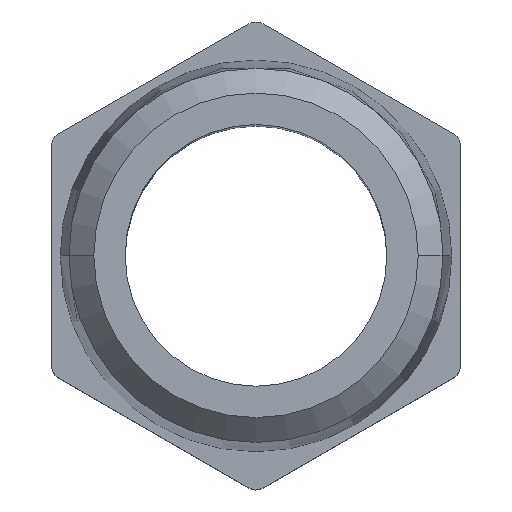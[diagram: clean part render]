
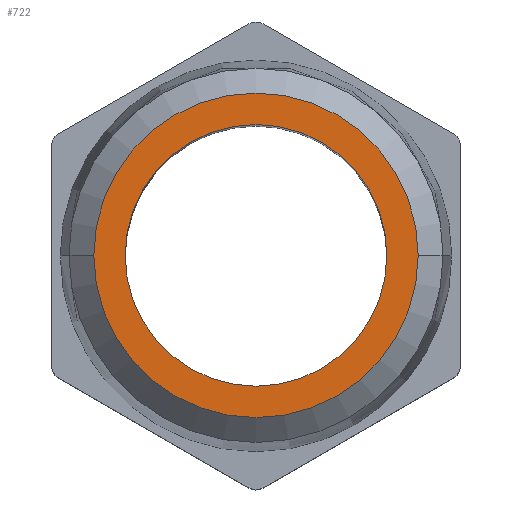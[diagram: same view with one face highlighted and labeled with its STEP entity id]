
A CAD part, top view. The second image highlights one B-rep face of the part: STEP entity #722.
In plain terms, the highlighted planar face has unit normal (0, 0, 1).
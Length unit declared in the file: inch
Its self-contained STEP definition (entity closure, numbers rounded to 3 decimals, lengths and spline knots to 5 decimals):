
#37 = EDGE_CURVE ( 'NONE', #532, #988, #91, .T. ) ;
#54 = FACE_OUTER_BOUND ( 'NONE', #352, .T. ) ;
#69 = CIRCLE ( 'NONE', #369, 0.28 ) ;
#91 = CIRCLE ( 'NONE', #634, 0.34717 ) ;
#100 = CARTESIAN_POINT ( 'NONE',  ( -0.28, 0., 0.775 ) ) ;
#145 = CARTESIAN_POINT ( 'NONE',  ( 0., 0., 0.775 ) ) ;
#163 = DIRECTION ( 'NONE',  ( 0., 0., 1. ) ) ;
#199 = ORIENTED_EDGE ( 'NONE', *, *, #264, .T. ) ;
#227 = VERTEX_POINT ( 'NONE', #100 ) ;
#234 = DIRECTION ( 'NONE',  ( -1., 0., 0. ) ) ;
#264 = EDGE_CURVE ( 'NONE', #988, #532, #443, .T. ) ;
#273 = ORIENTED_EDGE ( 'NONE', *, *, #287, .T. ) ;
#287 = EDGE_CURVE ( 'NONE', #959, #227, #69, .T. ) ;
#312 = DIRECTION ( 'NONE',  ( 0., 0., 1. ) ) ;
#313 = DIRECTION ( 'NONE',  ( 0., 0., -1. ) ) ;
#345 = CARTESIAN_POINT ( 'NONE',  ( -0.34717, 0., 0.775 ) ) ;
#352 = EDGE_LOOP ( 'NONE', ( #920, #199 ) ) ;
#369 = AXIS2_PLACEMENT_3D ( 'NONE', #145, #754, #234 ) ;
#419 = EDGE_LOOP ( 'NONE', ( #273, #1023 ) ) ;
#439 = AXIS2_PLACEMENT_3D ( 'NONE', #829, #313, #912 ) ;
#443 = CIRCLE ( 'NONE', #723, 0.34717 ) ;
#485 = CARTESIAN_POINT ( 'NONE',  ( 0.28, 0., 0.775 ) ) ;
#532 = VERTEX_POINT ( 'NONE', #345 ) ;
#550 = DIRECTION ( 'NONE',  ( 0., 0., 1. ) ) ;
#589 = AXIS2_PLACEMENT_3D ( 'NONE', #810, #550, #888 ) ;
#634 = AXIS2_PLACEMENT_3D ( 'NONE', #683, #163, #770 ) ;
#683 = CARTESIAN_POINT ( 'NONE',  ( 0., 0., 0.775 ) ) ;
#722 = ADVANCED_FACE ( 'NONE', ( #54, #883 ), #726, .T. ) ;
#723 = AXIS2_PLACEMENT_3D ( 'NONE', #827, #312, #908 ) ;
#726 = PLANE ( 'NONE',  #589 ) ;
#754 = DIRECTION ( 'NONE',  ( 0., 0., -1. ) ) ;
#770 = DIRECTION ( 'NONE',  ( 1., 0., 0. ) ) ;
#810 = CARTESIAN_POINT ( 'NONE',  ( 0., 0., 0.775 ) ) ;
#827 = CARTESIAN_POINT ( 'NONE',  ( 0., 0., 0.775 ) ) ;
#829 = CARTESIAN_POINT ( 'NONE',  ( 0., 0., 0.775 ) ) ;
#866 = CIRCLE ( 'NONE', #439, 0.28 ) ;
#883 = FACE_BOUND ( 'NONE', #419, .T. ) ;
#888 = DIRECTION ( 'NONE',  ( 1., 0., 0. ) ) ;
#908 = DIRECTION ( 'NONE',  ( 1., 0., 0. ) ) ;
#912 = DIRECTION ( 'NONE',  ( -1., 0., 0. ) ) ;
#920 = ORIENTED_EDGE ( 'NONE', *, *, #37, .T. ) ;
#959 = VERTEX_POINT ( 'NONE', #485 ) ;
#979 = EDGE_CURVE ( 'NONE', #227, #959, #866, .T. ) ;
#988 = VERTEX_POINT ( 'NONE', #991 ) ;
#991 = CARTESIAN_POINT ( 'NONE',  ( 0.34717, 0., 0.775 ) ) ;
#1023 = ORIENTED_EDGE ( 'NONE', *, *, #979, .T. ) ;
